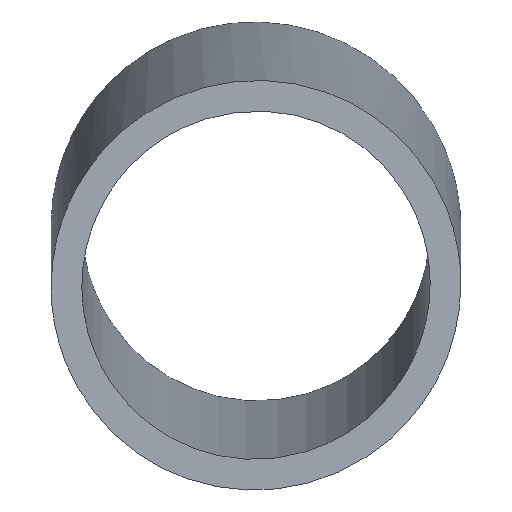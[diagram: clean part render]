
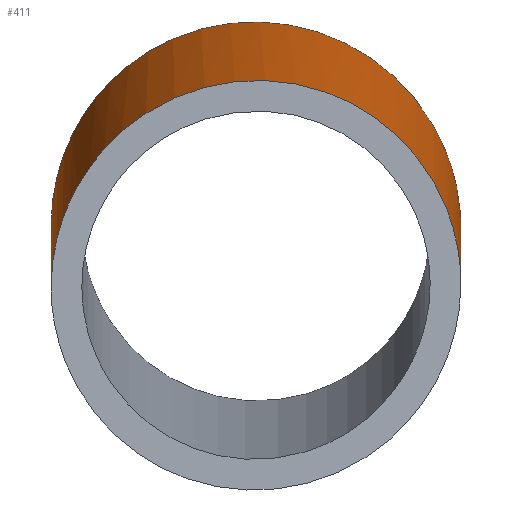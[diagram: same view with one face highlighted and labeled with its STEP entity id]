
A CAD part, left-side view. The second image highlights one B-rep face of the part: STEP entity #411.
In plain terms, the highlighted cylindrical face has radius 10 mm (diameter 20 mm), a partial arc.
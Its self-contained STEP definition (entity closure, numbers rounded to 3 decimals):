
#222=CARTESIAN_POINT('Control Point',(-2294.964,199.333,-62.077)) ;
#223=CARTESIAN_POINT('Control Point',(-2294.969,199.333,-61.44)) ;
#224=CARTESIAN_POINT('Control Point',(-2294.924,199.283,-60.804)) ;
#225=CARTESIAN_POINT('Control Point',(-2294.828,199.181,-60.178)) ;
#226=CARTESIAN_POINT('Control Point',(-2294.57,198.915,-59.083)) ;
#227=CARTESIAN_POINT('Control Point',(-2294.181,198.518,-58.072)) ;
#228=CARTESIAN_POINT('Control Point',(-2293.984,198.318,-57.641)) ;
#229=CARTESIAN_POINT('Control Point',(-2293.383,197.708,-56.504)) ;
#230=CARTESIAN_POINT('Control Point',(-2292.648,196.965,-55.528)) ;
#231=CARTESIAN_POINT('Control Point',(-2292.138,196.451,-54.973)) ;
#232=CARTESIAN_POINT('Control Point',(-2291.167,195.472,-54.088)) ;
#233=CARTESIAN_POINT('Control Point',(-2290.119,194.419,-53.401)) ;
#234=CARTESIAN_POINT('Control Point',(-2289.641,193.939,-53.134)) ;
#235=CARTESIAN_POINT('Control Point',(-2288.314,192.607,-52.502)) ;
#236=CARTESIAN_POINT('Control Point',(-2286.933,191.224,-52.132)) ;
#237=CARTESIAN_POINT('Control Point',(-2286.048,190.337,-51.997)) ;
#238=CARTESIAN_POINT('Control Point',(-2284.348,188.636,-51.926)) ;
#239=CARTESIAN_POINT('Control Point',(-2282.658,186.949,-52.216)) ;
#240=CARTESIAN_POINT('Control Point',(-2281.861,186.154,-52.437)) ;
#241=CARTESIAN_POINT('Control Point',(-2280.25,184.548,-53.069)) ;
#242=CARTESIAN_POINT('Control Point',(-2278.739,183.045,-54.087)) ;
#243=CARTESIAN_POINT('Control Point',(-2277.999,182.31,-54.72)) ;
#244=CARTESIAN_POINT('Control Point',(-2276.987,181.307,-55.831)) ;
#245=CARTESIAN_POINT('Control Point',(-2276.166,180.497,-57.203)) ;
#246=CARTESIAN_POINT('Control Point',(-2275.923,180.257,-57.676)) ;
#247=CARTESIAN_POINT('Control Point',(-2275.52,179.862,-58.61)) ;
#248=CARTESIAN_POINT('Control Point',(-2275.232,179.582,-59.623)) ;
#249=CARTESIAN_POINT('Control Point',(-2275.125,179.479,-60.109)) ;
#250=CARTESIAN_POINT('Control Point',(-2275.025,179.384,-60.766)) ;
#251=CARTESIAN_POINT('Control Point',(-2274.979,179.343,-61.431)) ;
#252=CARTESIAN_POINT('Control Point',(-2274.971,179.337,-61.594)) ;
#253=CARTESIAN_POINT('Control Point',(-2274.966,179.333,-61.756)) ;
#254=CARTESIAN_POINT('Control Point',(-2274.965,179.333,-61.918)) ;
#255=CARTESIAN_POINT('Vertex',(-2294.964,199.333,-62.077)) ;
#257=CARTESIAN_POINT('Vertex',(-2274.965,179.333,-61.918)) ;
#309=CARTESIAN_POINT('Line Origine',(-2105.,199.333,-60.571)) ;
#313=CARTESIAN_POINT('Vertex',(-2285.266,199.333,-62.)) ;
#316=CARTESIAN_POINT('Line Origine',(-2105.,199.333,-60.571)) ;
#320=CARTESIAN_POINT('Vertex',(-1924.734,199.333,-59.143)) ;
#323=CARTESIAN_POINT('Line Origine',(-2105.,199.333,-60.571)) ;
#327=CARTESIAN_POINT('Vertex',(-1914.734,199.333,-59.064)) ;
#355=CARTESIAN_POINT('Vertex',(-1934.733,179.333,-59.222)) ;
#358=CARTESIAN_POINT('Line Origine',(-2105.,179.333,-60.571)) ;
#372=CARTESIAN_POINT('Axis2P3D Location',(498059.567,189.333,3903.072)) ;
#378=CARTESIAN_POINT('Control Point',(-1914.734,199.333,-59.064)) ;
#379=CARTESIAN_POINT('Control Point',(-1914.743,199.333,-57.914)) ;
#380=CARTESIAN_POINT('Control Point',(-1914.918,199.168,-56.765)) ;
#381=CARTESIAN_POINT('Control Point',(-1915.257,198.837,-55.687)) ;
#382=CARTESIAN_POINT('Control Point',(-1916.067,198.04,-53.948)) ;
#383=CARTESIAN_POINT('Control Point',(-1917.154,196.965,-52.553)) ;
#384=CARTESIAN_POINT('Control Point',(-1917.672,196.451,-52.005)) ;
#385=CARTESIAN_POINT('Control Point',(-1919.415,194.72,-50.468)) ;
#386=CARTESIAN_POINT('Control Point',(-1921.386,192.757,-49.554)) ;
#387=CARTESIAN_POINT('Control Point',(-1922.777,191.369,-49.186)) ;
#388=CARTESIAN_POINT('Control Point',(-1925.,189.147,-48.987)) ;
#389=CARTESIAN_POINT('Control Point',(-1927.195,186.949,-49.399)) ;
#390=CARTESIAN_POINT('Control Point',(-1927.989,186.154,-49.633)) ;
#391=CARTESIAN_POINT('Control Point',(-1929.589,184.548,-50.29)) ;
#392=CARTESIAN_POINT('Control Point',(-1931.084,183.045,-51.332)) ;
#393=CARTESIAN_POINT('Control Point',(-1931.814,182.31,-51.976)) ;
#394=CARTESIAN_POINT('Control Point',(-1932.808,181.307,-53.103)) ;
#395=CARTESIAN_POINT('Control Point',(-1933.608,180.497,-54.488)) ;
#396=CARTESIAN_POINT('Control Point',(-1933.843,180.257,-54.965)) ;
#397=CARTESIAN_POINT('Control Point',(-1934.288,179.803,-56.046)) ;
#398=CARTESIAN_POINT('Control Point',(-1934.582,179.501,-57.228)) ;
#399=CARTESIAN_POINT('Control Point',(-1934.688,179.389,-57.885)) ;
#400=CARTESIAN_POINT('Control Point',(-1934.739,179.333,-58.554)) ;
#401=CARTESIAN_POINT('Control Point',(-1934.733,179.333,-59.222)) ;
#310=DIRECTION('Vector Direction',(1.,0.,0.008)) ;
#317=DIRECTION('Vector Direction',(1.,0.,0.008)) ;
#324=DIRECTION('Vector Direction',(1.,0.,0.008)) ;
#359=DIRECTION('Vector Direction',(1.,0.,0.008)) ;
#373=DIRECTION('Axis2P3D Direction',(1.,-0.,0.008)) ;
#374=DIRECTION('Axis2P3D XDirection',(0.,1.,0.)) ;
#375=AXIS2_PLACEMENT_3D('Cylinder Axis2P3D',#372,#373,#374) ;
#404=ORIENTED_EDGE('',*,*,#259,.T.) ;
#405=ORIENTED_EDGE('',*,*,#362,.F.) ;
#406=ORIENTED_EDGE('',*,*,#402,.F.) ;
#407=ORIENTED_EDGE('',*,*,#329,.F.) ;
#408=ORIENTED_EDGE('',*,*,#322,.T.) ;
#409=ORIENTED_EDGE('',*,*,#315,.T.) ;
#311=VECTOR('Line Direction',#310,1.) ;
#318=VECTOR('Line Direction',#317,1.) ;
#325=VECTOR('Line Direction',#324,1.) ;
#360=VECTOR('Line Direction',#359,1.) ;
#411=ADVANCED_FACE('Corps principal',(#410),#376,.T.) ;
#221=B_SPLINE_CURVE_WITH_KNOTS('',5,(#222,#223,#224,#225,#226,#227,#228,#229,#230,#231,#232,#233,#234,#235,#236,#237,#238,#239,#240,#241,#242,#243,#244,#245,#246,#247,#248,#249,#250,#251,#252,#253,#254),.UNSPECIFIED.,.F.,.U.,(6,3,3,3,3,3,3,3,3,3,6),(0.,4.501,8.131,14.545,19.683,28.556,36.644,45.188,49.293,52.872,54.019),.UNSPECIFIED.) ;
#377=B_SPLINE_CURVE_WITH_KNOTS('',5,(#378,#379,#380,#381,#382,#383,#384,#385,#386,#387,#388,#389,#390,#391,#392,#393,#394,#395,#396,#397,#398,#399,#400,#401),.UNSPECIFIED.,.F.,.U.,(6,3,3,3,3,3,3,6),(0.,8.131,14.545,28.556,36.644,45.188,49.293,54.019),.UNSPECIFIED.) ;
#376=CYLINDRICAL_SURFACE('generated cylinder',#375,10.) ;
#259=EDGE_CURVE('',#256,#258,#221,.T.) ;
#315=EDGE_CURVE('',#314,#256,#312,.F.) ;
#322=EDGE_CURVE('',#321,#314,#319,.F.) ;
#329=EDGE_CURVE('',#321,#328,#326,.T.) ;
#362=EDGE_CURVE('',#356,#258,#361,.F.) ;
#402=EDGE_CURVE('',#328,#356,#377,.T.) ;
#403=EDGE_LOOP('',(#404,#405,#406,#407,#408,#409)) ;
#410=FACE_OUTER_BOUND('',#403,.T.) ;
#312=LINE('Line',#309,#311) ;
#319=LINE('Line',#316,#318) ;
#326=LINE('Line',#323,#325) ;
#361=LINE('Line',#358,#360) ;
#256=VERTEX_POINT('',#255) ;
#258=VERTEX_POINT('',#257) ;
#314=VERTEX_POINT('',#313) ;
#321=VERTEX_POINT('',#320) ;
#328=VERTEX_POINT('',#327) ;
#356=VERTEX_POINT('',#355) ;
